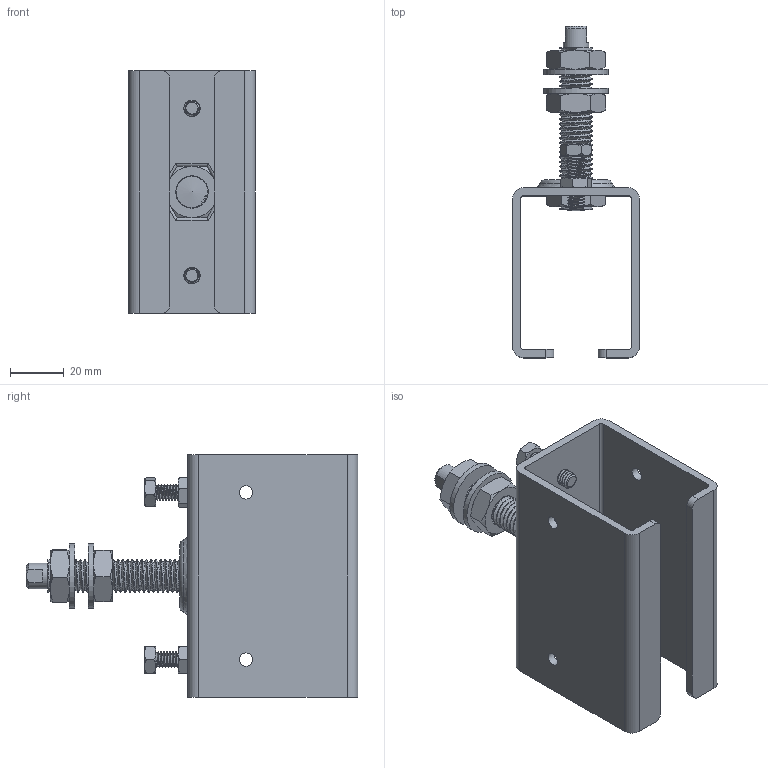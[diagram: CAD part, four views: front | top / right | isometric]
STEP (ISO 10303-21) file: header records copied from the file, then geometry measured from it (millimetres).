
FILE_DESCRIPTION((''),'2;1');
FILE_NAME('5041MC.stp','2012-02-02T08:24:18',('Marc'),(''),'Autodesk Inventor 2011','Autodesk Inventor 2011','');
FILE_SCHEMA(('AUTOMOTIVE_DESIGN { 1 0 10303 214 1 1 1 1 }'));
Length unit declared in the file: millimetre
Products named in the file (1): Pièce2
Bounding box: 47 x 123 x 90 mm (x, y, z)
Volume: 64832.3 mm3; surface area: 42994.1 mm2
Topology: 1 solids, 7 shells, 243 faces, 577 edges, 361 vertices
Faces by surface type: plane 95, cone 74, cylinder 56, bspline 13, torus 5
Full cylindrical faces by diameter (mm): 4.917 x4, 9.5 x1, 12 x1, 12.1 x2, 12.5 x1, 24 x2
Entity records: 15957 total; most frequent: CARTESIAN_POINT 10856, ORIENTED_EDGE 1048, DIRECTION 923, EDGE_CURVE 524, AXIS2_PLACEMENT_3D 395, VERTEX_POINT 339, EDGE_LOOP 291, FACE_OUTER_BOUND 239
